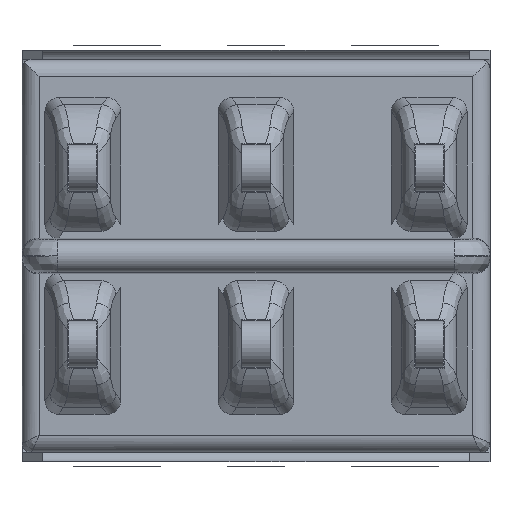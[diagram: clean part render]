
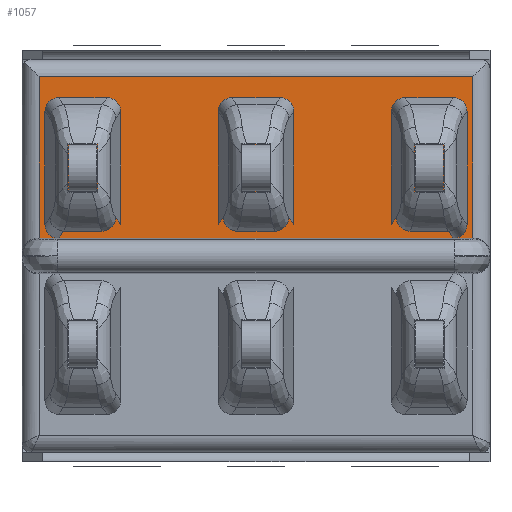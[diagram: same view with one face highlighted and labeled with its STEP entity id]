
A CAD part, front view. The second image highlights one B-rep face of the part: STEP entity #1057.
In plain terms, the highlighted planar face has unit normal (0, -1, 0).
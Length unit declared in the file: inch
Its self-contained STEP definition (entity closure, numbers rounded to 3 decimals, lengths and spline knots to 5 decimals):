
#126=DIRECTION('',(1.,0.,0.));
#127=VECTOR('',#126,0.463);
#128=CARTESIAN_POINT('',(-0.2315,-0.2905,0.1915));
#129=LINE('',#128,#127);
#130=DIRECTION('',(0.,0.,1.));
#131=VECTOR('',#130,0.1725);
#132=CARTESIAN_POINT('',(0.2315,-0.2905,0.019));
#133=LINE('',#132,#131);
#134=DIRECTION('',(1.,0.,0.));
#135=VECTOR('',#134,0.463);
#136=CARTESIAN_POINT('',(-0.2315,-0.2905,0.019));
#137=LINE('',#136,#135);
#138=DIRECTION('',(0.,0.,-1.));
#139=VECTOR('',#138,0.1725);
#140=CARTESIAN_POINT('',(-0.2315,-0.2905,0.1915));
#141=LINE('',#140,#139);
#919=CARTESIAN_POINT('',(-0.2315,-0.2905,0.1915));
#920=CARTESIAN_POINT('',(0.2315,-0.2905,0.1915));
#921=VERTEX_POINT('',#919);
#922=VERTEX_POINT('',#920);
#929=CARTESIAN_POINT('',(-0.2315,-0.2905,0.019));
#930=VERTEX_POINT('',#929);
#935=CARTESIAN_POINT('',(0.2315,-0.2905,0.019));
#936=VERTEX_POINT('',#935);
#1042=CARTESIAN_POINT('',(-0.25,-0.2905,-0.21));
#1043=DIRECTION('',(0.,-1.,0.));
#1044=DIRECTION('',(1.,0.,0.));
#1045=AXIS2_PLACEMENT_3D('',#1042,#1043,#1044);
#1046=PLANE('',#1045);
#1048=ORIENTED_EDGE('',*,*,#1047,.T.);
#1050=ORIENTED_EDGE('',*,*,#1049,.F.);
#1052=ORIENTED_EDGE('',*,*,#1051,.F.);
#1054=ORIENTED_EDGE('',*,*,#1053,.F.);
#1055=EDGE_LOOP('',(#1048,#1050,#1052,#1054));
#1056=FACE_OUTER_BOUND('',#1055,.F.);
#1057=ADVANCED_FACE('',(#1056),#1046,.T.);
#1047=EDGE_CURVE('',#921,#922,#129,.T.);
#1049=EDGE_CURVE('',#936,#922,#133,.T.);
#1051=EDGE_CURVE('',#930,#936,#137,.T.);
#1053=EDGE_CURVE('',#921,#930,#141,.T.);
